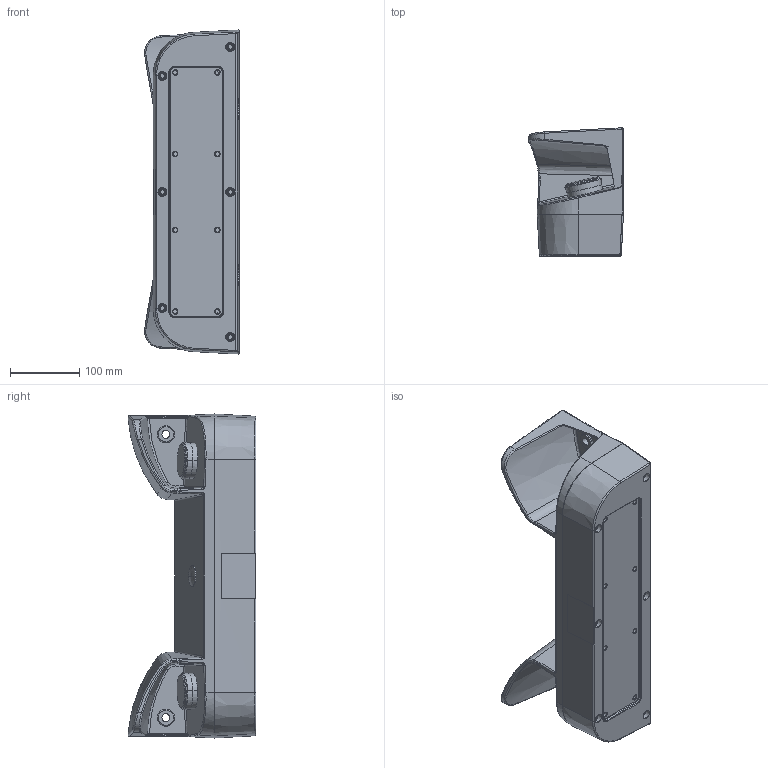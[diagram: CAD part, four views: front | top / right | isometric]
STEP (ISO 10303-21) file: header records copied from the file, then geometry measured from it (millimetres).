
FILE_DESCRIPTION (( 'STEP AP203' ), '1' );
FILE_NAME ('SC3-Pult-1.STEP', '2016-04-21T07:08:02', ( '' ), ( '' ), 'SwSTEP 2.0', 'SolidWorks 2016', '' );
FILE_SCHEMA (( 'CONFIG_CONTROL_DESIGN' ));
Length unit declared in the file: millimetre
Products named in the file (1): SC3-Pult-1
Bounding box: 137.4 x 185.18 x 468.99 mm (x, y, z)
Surface area: 434552.9 mm2 (no closed solid volume)
Topology: 0 solids, 13 shells, 353 faces, 942 edges, 601 vertices
Faces by surface type: bspline 136, cylinder 91, plane 70, cone 38, torus 16, sphere 2
Entity records: 22756 total; most frequent: CARTESIAN_POINT 15142, ORIENTED_EDGE 1682, DIRECTION 1275, EDGE_CURVE 934, VERTEX_POINT 601, AXIS2_PLACEMENT_3D 501, EDGE_LOOP 403, FACE_OUTER_BOUND 353
